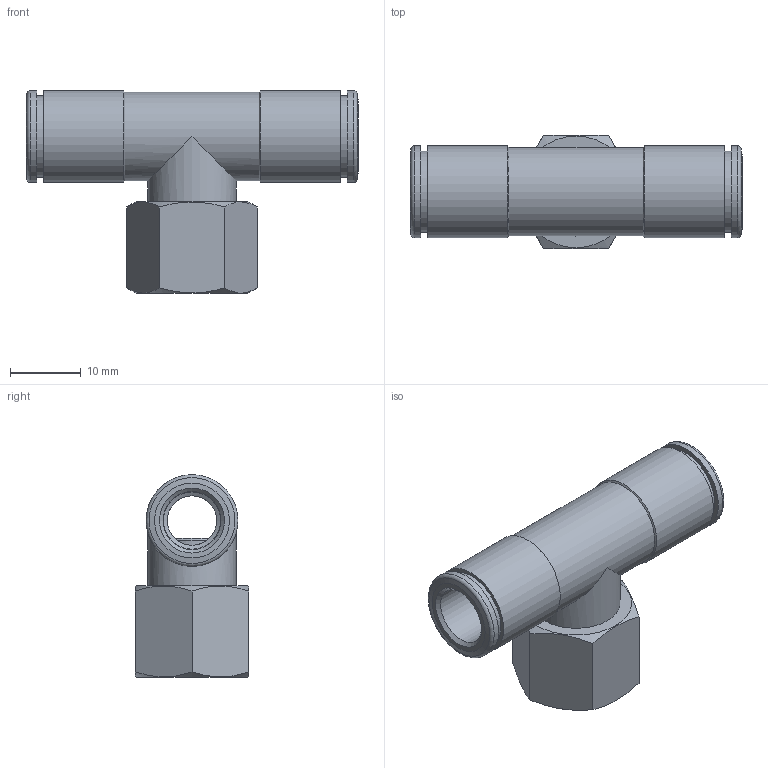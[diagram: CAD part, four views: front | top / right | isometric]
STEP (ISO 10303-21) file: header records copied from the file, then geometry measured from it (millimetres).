
FILE_DESCRIPTION(/* description */ (''),/* implementation_level */ '2;1');
FILE_NAME(/* name */ 'iqstff_148_msv.stp',/* time_stamp */ '2017-11-16T12:00:13+01:00',/* author */ ('Hamoud'),/* organization */ (''),/* preprocessor_version */ 'ST-DEVELOPER v15.6',/* originating_system */ 'Autodesk Inventor LT ',/* authorisation */ '');
FILE_SCHEMA (('AUTOMOTIVE_DESIGN { 1 0 10303 214 3 1 1 }'));
Length unit declared in the file: millimetre
Products named in the file (1): iqstff_148_msv
Bounding box: 47 x 16 x 28.7 mm (x, y, z)
Volume: 4984.1 mm3; surface area: 6522.7 mm2
Topology: 4 solids, 4 shells, 75 faces, 155 edges, 93 vertices
Faces by surface type: cylinder 26, cone 26, plane 21, torus 2
Full cylindrical faces by diameter (mm): 5.5 x1, 7 x2, 8.1 x2, 8.2 x2, 9 x2, 10.1 x4, 11 x2, 11.445 x1, 11.5 x2, 11.6 x2, 12.5 x2, 13 x4
Entity records: 2275 total; most frequent: CARTESIAN_POINT 899, DIRECTION 296, ORIENTED_EDGE 182, AXIS2_PLACEMENT_3D 145, EDGE_LOOP 144, EDGE_CURVE 91, VERTEX_POINT 83, FACE_OUTER_BOUND 75
